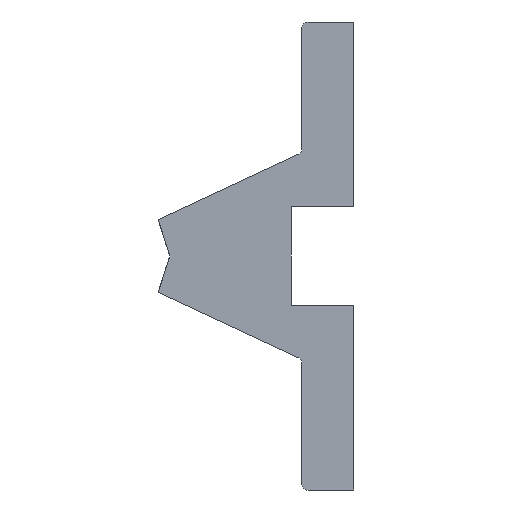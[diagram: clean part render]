
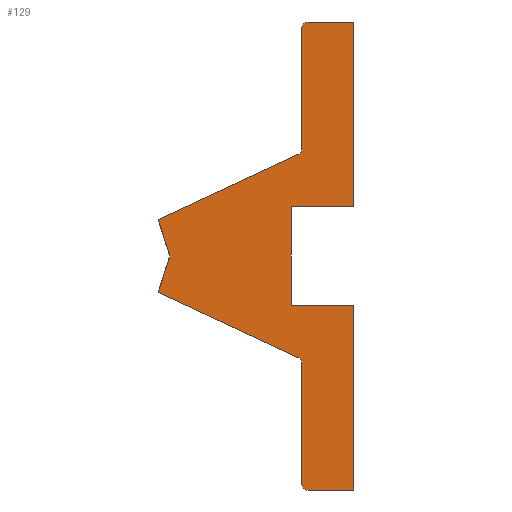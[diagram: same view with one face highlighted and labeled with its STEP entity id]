
A CAD part, left-side view. The second image highlights one B-rep face of the part: STEP entity #129.
In plain terms, the highlighted planar face has unit normal (-1, 0, 0).
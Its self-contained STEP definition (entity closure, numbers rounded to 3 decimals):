
#129 = ADVANCED_FACE( '', ( #269 ), #270, .F. );
#269 = FACE_OUTER_BOUND( '', #409, .T. );
#270 = PLANE( '', #410 );
#409 = EDGE_LOOP( '', ( #886, #887, #888, #889, #890, #891, #892, #893, #894, #895, #896, #897, #898, #899, #900, #901, #902 ) );
#410 = AXIS2_PLACEMENT_3D( '', #903, #904, #905 );
#886 = ORIENTED_EDGE( '', *, *, #1070, .F. );
#887 = ORIENTED_EDGE( '', *, *, #1029, .F. );
#888 = ORIENTED_EDGE( '', *, *, #1033, .F. );
#889 = ORIENTED_EDGE( '', *, *, #1036, .F. );
#890 = ORIENTED_EDGE( '', *, *, #1039, .F. );
#891 = ORIENTED_EDGE( '', *, *, #1041, .F. );
#892 = ORIENTED_EDGE( '', *, *, #1015, .F. );
#893 = ORIENTED_EDGE( '', *, *, #1022, .F. );
#894 = ORIENTED_EDGE( '', *, *, #1044, .F. );
#895 = ORIENTED_EDGE( '', *, *, #1047, .F. );
#896 = ORIENTED_EDGE( '', *, *, #1050, .F. );
#897 = ORIENTED_EDGE( '', *, *, #1053, .F. );
#898 = ORIENTED_EDGE( '', *, *, #1056, .F. );
#899 = ORIENTED_EDGE( '', *, *, #1059, .F. );
#900 = ORIENTED_EDGE( '', *, *, #1062, .F. );
#901 = ORIENTED_EDGE( '', *, *, #1065, .F. );
#902 = ORIENTED_EDGE( '', *, *, #1068, .F. );
#903 = CARTESIAN_POINT( '', ( 0., 0., 0. ) );
#904 = DIRECTION( '', ( 1., 0., 0. ) );
#905 = DIRECTION( '', ( 0., 0., -1. ) );
#1015 = EDGE_CURVE( '', #1251, #1253, #1254, .T. );
#1022 = EDGE_CURVE( '', #1263, #1251, #1265, .T. );
#1029 = EDGE_CURVE( '', #1273, #1275, #1276, .T. );
#1033 = EDGE_CURVE( '', #1280, #1273, #1282, .T. );
#1036 = EDGE_CURVE( '', #1285, #1280, #1287, .T. );
#1039 = EDGE_CURVE( '', #1290, #1285, #1292, .T. );
#1041 = EDGE_CURVE( '', #1253, #1290, #1294, .T. );
#1044 = EDGE_CURVE( '', #1297, #1263, #1299, .T. );
#1047 = EDGE_CURVE( '', #1302, #1297, #1304, .T. );
#1050 = EDGE_CURVE( '', #1307, #1302, #1309, .T. );
#1053 = EDGE_CURVE( '', #1312, #1307, #1314, .T. );
#1056 = EDGE_CURVE( '', #1317, #1312, #1319, .T. );
#1059 = EDGE_CURVE( '', #1322, #1317, #1324, .T. );
#1062 = EDGE_CURVE( '', #1327, #1322, #1329, .T. );
#1065 = EDGE_CURVE( '', #1332, #1327, #1334, .T. );
#1068 = EDGE_CURVE( '', #1337, #1332, #1339, .T. );
#1070 = EDGE_CURVE( '', #1275, #1337, #1341, .T. );
#1251 = VERTEX_POINT( '', #1563 );
#1253 = VERTEX_POINT( '', #1566 );
#1254 = LINE( '', #1567, #1568 );
#1263 = VERTEX_POINT( '', #1581 );
#1265 = LINE( '', #1584, #1585 );
#1273 = VERTEX_POINT( '', #1594 );
#1275 = VERTEX_POINT( '', #1597 );
#1276 = LINE( '', #1598, #1599 );
#1280 = VERTEX_POINT( '', #1604 );
#1282 = CIRCLE( '', #1607, 0.5 );
#1285 = VERTEX_POINT( '', #1611 );
#1287 = LINE( '', #1614, #1615 );
#1290 = VERTEX_POINT( '', #1618 );
#1292 = CIRCLE( '', #1621, 0.5 );
#1294 = LINE( '', #1624, #1625 );
#1297 = VERTEX_POINT( '', #1629 );
#1299 = LINE( '', #1632, #1633 );
#1302 = VERTEX_POINT( '', #1636 );
#1304 = CIRCLE( '', #1639, 0.5 );
#1307 = VERTEX_POINT( '', #1643 );
#1309 = LINE( '', #1646, #1647 );
#1312 = VERTEX_POINT( '', #1650 );
#1314 = CIRCLE( '', #1653, 0.5 );
#1317 = VERTEX_POINT( '', #1657 );
#1319 = LINE( '', #1660, #1661 );
#1322 = VERTEX_POINT( '', #1665 );
#1324 = LINE( '', #1668, #1669 );
#1327 = VERTEX_POINT( '', #1673 );
#1329 = LINE( '', #1676, #1677 );
#1332 = VERTEX_POINT( '', #1681 );
#1334 = LINE( '', #1684, #1685 );
#1337 = VERTEX_POINT( '', #1689 );
#1339 = LINE( '', #1692, #1693 );
#1341 = LINE( '', #1696, #1697 );
#1563 = CARTESIAN_POINT( '', ( 0., 17.703, 0. ) );
#1566 = CARTESIAN_POINT( '', ( 0., 18.806, 3.5 ) );
#1567 = CARTESIAN_POINT( '', ( 0., 17.703, 0. ) );
#1568 = VECTOR( '', #1941, 1. );
#1581 = CARTESIAN_POINT( '', ( 0., 18.806, -3.5 ) );
#1584 = CARTESIAN_POINT( '', ( 0., 18.806, -3.5 ) );
#1585 = VECTOR( '', #1950, 1. );
#1594 = CARTESIAN_POINT( '', ( 0., 4.5, 22.5 ) );
#1597 = CARTESIAN_POINT( '', ( 0., 0., 22.5 ) );
#1598 = CARTESIAN_POINT( '', ( 0., 4.5, 22.5 ) );
#1599 = VECTOR( '', #1965, 1. );
#1604 = CARTESIAN_POINT( '', ( 0., 5., 22. ) );
#1607 = AXIS2_PLACEMENT_3D( '', #1971, #1972, #1973 );
#1611 = CARTESIAN_POINT( '', ( 0., 5., 10.256 ) );
#1614 = CARTESIAN_POINT( '', ( 0., 5., 10.256 ) );
#1615 = VECTOR( '', #1976, 1. );
#1618 = CARTESIAN_POINT( '', ( 0., 5.289, 9.803 ) );
#1621 = AXIS2_PLACEMENT_3D( '', #1981, #1982, #1983 );
#1624 = CARTESIAN_POINT( '', ( 0., 18.806, 3.5 ) );
#1625 = VECTOR( '', #1985, 1. );
#1629 = CARTESIAN_POINT( '', ( 0., 5.289, -9.803 ) );
#1632 = CARTESIAN_POINT( '', ( 0., 5.289, -9.803 ) );
#1633 = VECTOR( '', #1988, 1. );
#1636 = CARTESIAN_POINT( '', ( 0., 5., -10.256 ) );
#1639 = AXIS2_PLACEMENT_3D( '', #1993, #1994, #1995 );
#1643 = CARTESIAN_POINT( '', ( 0., 5., -22. ) );
#1646 = CARTESIAN_POINT( '', ( 0., 5., -22. ) );
#1647 = VECTOR( '', #1998, 1. );
#1650 = CARTESIAN_POINT( '', ( 0., 4.5, -22.5 ) );
#1653 = AXIS2_PLACEMENT_3D( '', #2003, #2004, #2005 );
#1657 = CARTESIAN_POINT( '', ( 0., 0., -22.5 ) );
#1660 = CARTESIAN_POINT( '', ( 0., 0., -22.5 ) );
#1661 = VECTOR( '', #2008, 1. );
#1665 = CARTESIAN_POINT( '', ( 0., 0., -4.75 ) );
#1668 = CARTESIAN_POINT( '', ( 0., 0., -4.75 ) );
#1669 = VECTOR( '', #2011, 1. );
#1673 = CARTESIAN_POINT( '', ( 0., 6., -4.75 ) );
#1676 = CARTESIAN_POINT( '', ( 0., 6., -4.75 ) );
#1677 = VECTOR( '', #2014, 1. );
#1681 = CARTESIAN_POINT( '', ( 0., 6., 4.75 ) );
#1684 = CARTESIAN_POINT( '', ( 0., 6., 4.75 ) );
#1685 = VECTOR( '', #2017, 1. );
#1689 = CARTESIAN_POINT( '', ( 0., 0., 4.75 ) );
#1692 = CARTESIAN_POINT( '', ( 0., 0., 4.75 ) );
#1693 = VECTOR( '', #2020, 1. );
#1696 = CARTESIAN_POINT( '', ( 0., 0., 22.5 ) );
#1697 = VECTOR( '', #2022, 1. );
#1941 = DIRECTION( '', ( 0., 0.301, 0.954 ) );
#1950 = DIRECTION( '', ( 0., -0.301, 0.954 ) );
#1965 = DIRECTION( '', ( 0., -1., 0. ) );
#1971 = CARTESIAN_POINT( '', ( 0., 4.5, 22. ) );
#1972 = DIRECTION( '', ( 1., 0., 0. ) );
#1973 = DIRECTION( '', ( 0., 1., 0. ) );
#1976 = DIRECTION( '', ( 0., 0., 1. ) );
#1981 = CARTESIAN_POINT( '', ( 0., 5.5, 10.256 ) );
#1982 = DIRECTION( '', ( -1., 0., 0. ) );
#1983 = DIRECTION( '', ( 0., -0.423, -0.906 ) );
#1985 = DIRECTION( '', ( 0., -0.906, 0.423 ) );
#1988 = DIRECTION( '', ( 0., 0.906, 0.423 ) );
#1993 = CARTESIAN_POINT( '', ( 0., 5.5, -10.256 ) );
#1994 = DIRECTION( '', ( -1., 0., 0. ) );
#1995 = DIRECTION( '', ( 0., -1., 0. ) );
#1998 = DIRECTION( '', ( 0., 0., 1. ) );
#2003 = CARTESIAN_POINT( '', ( 0., 4.5, -22. ) );
#2004 = DIRECTION( '', ( 1., 0., 0. ) );
#2005 = DIRECTION( '', ( 0., 0., -1. ) );
#2008 = DIRECTION( '', ( 0., 1., 0. ) );
#2011 = DIRECTION( '', ( 0., 0., -1. ) );
#2014 = DIRECTION( '', ( 0., -1., 0. ) );
#2017 = DIRECTION( '', ( 0., 0., -1. ) );
#2020 = DIRECTION( '', ( 0., 1., 0. ) );
#2022 = DIRECTION( '', ( 0., 0., -1. ) );
